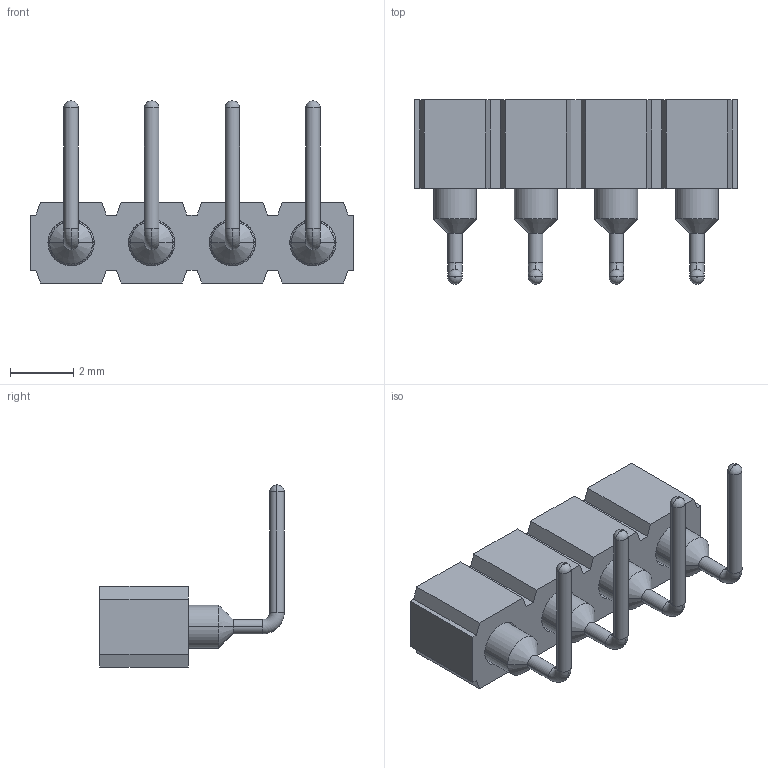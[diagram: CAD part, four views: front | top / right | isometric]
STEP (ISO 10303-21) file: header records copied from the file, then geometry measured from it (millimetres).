
FILE_DESCRIPTION (( 'STEP AP214' ), '1' );
FILE_NAME ('mill-max-399-10-104-10-008000.STEP', '2022-07-15T07:54:51', ( '' ), ( '' ), 'SwSTEP 2.0', 'SolidWorks 2022', '' );
FILE_SCHEMA (( 'AUTOMOTIVE_DESIGN' ));
Length unit declared in the file: inch
Products named in the file (3): mill-max-399-10-104-10-008000; P3XX-11-010-00-000000_P304-11-010-00-000000; 1940BENT_default
Assembly tree (5 placements, depth 2):
  mill-max-399-10-104-10-008000
    P3XX-11-010-00-000000_P304-11-010-00-000000
    1940BENT_default  x4
Bounding box: 10.16 x 5.81 x 5.74 mm (x, y, z)
Volume: 75.9 mm3; surface area: 300.1 mm2
Topology: 5 solids, 5 shells, 882 faces, 2188 edges, 1324 vertices
Faces by surface type: plane 606, cylinder 244, torus 16, cone 16
Entity records: 8059 total; most frequent: CARTESIAN_POINT 1621, ORIENTED_EDGE 1328, DIRECTION 1319, EDGE_CURVE 664, AXIS2_PLACEMENT_3D 475, VERTEX_POINT 409, LINE 369, VECTOR 369
